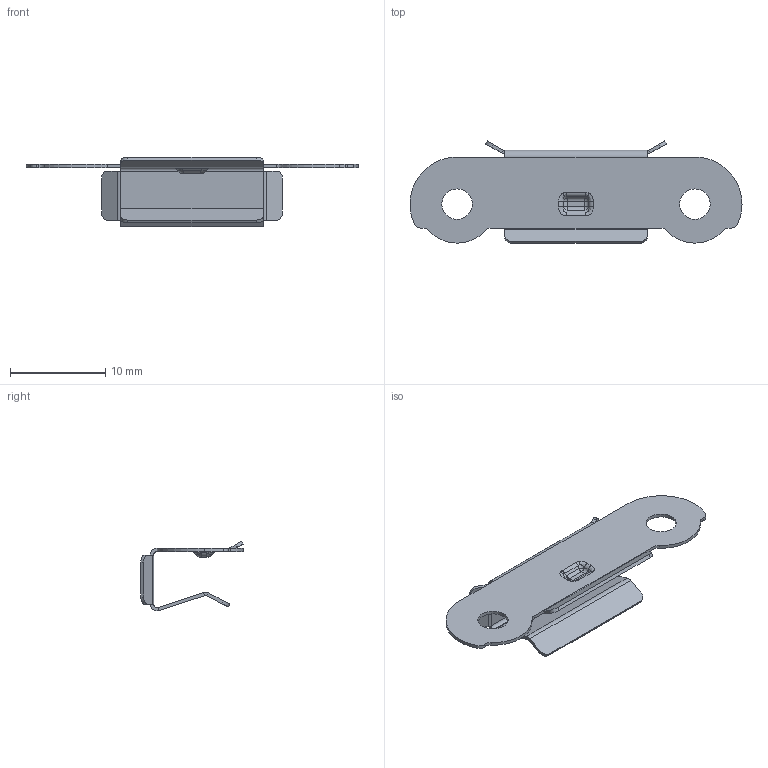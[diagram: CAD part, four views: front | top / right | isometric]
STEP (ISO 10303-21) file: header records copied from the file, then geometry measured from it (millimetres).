
FILE_DESCRIPTION (( 'STEP AP214' ), '1' );
FILE_NAME ('1256-B2P-A.STEP', '2015-10-12T08:28:59', ( '' ), ( '' ), 'SwSTEP 2.0', 'SolidWorks 2015', '' );
FILE_SCHEMA (( 'AUTOMOTIVE_DESIGN' ));
Length unit declared in the file: millimetre
Products named in the file (1): 1256-B2P-A
Bounding box: 34.9 x 10.75 x 7.33 mm (x, y, z)
Volume: 182 mm3; surface area: 1089.3 mm2
Topology: 1 solids, 1 shells, 138 faces, 322 edges, 180 vertices
Faces by surface type: cylinder 62, plane 56, bspline 12, sphere 8
Entity records: 4000 total; most frequent: CARTESIAN_POINT 905, DIRECTION 664, ORIENTED_EDGE 628, EDGE_CURVE 314, AXIS2_PLACEMENT_3D 247, VERTEX_POINT 180, LINE 170, VECTOR 170
